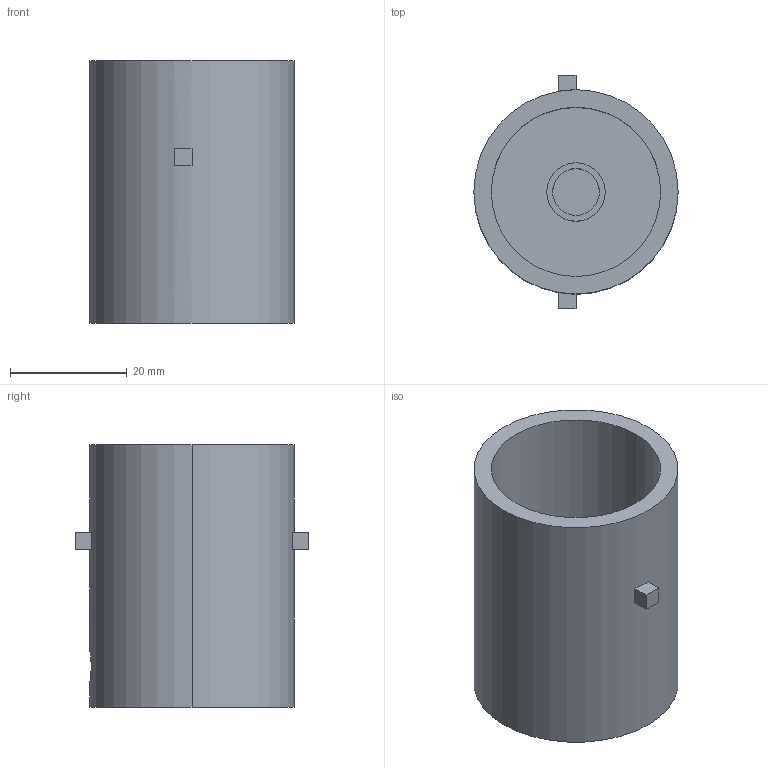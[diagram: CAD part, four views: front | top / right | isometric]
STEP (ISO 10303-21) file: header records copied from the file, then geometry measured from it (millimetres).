
FILE_DESCRIPTION (( 'STEP AP214' ), '1' );
FILE_NAME ('sensor_body.STEP', '2021-08-11T17:38:49', ( '' ), ( '' ), 'SwSTEP 2.0', 'SolidWorks 2020', '' );
FILE_SCHEMA (( 'AUTOMOTIVE_DESIGN' ));
Length unit declared in the file: millimetre
Products named in the file (1): sensor_body
Bounding box: 35 x 40 x 45 mm (x, y, z)
Volume: 15489.9 mm3; surface area: 11677.7 mm2
Topology: 1 solids, 1 shells, 28 faces, 60 edges, 40 vertices
Faces by surface type: plane 16, cylinder 12
Entity records: 946 total; most frequent: CARTESIAN_POINT 255, DIRECTION 138, ORIENTED_EDGE 120, EDGE_CURVE 60, AXIS2_PLACEMENT_3D 53, VERTEX_POINT 40, EDGE_LOOP 36, LINE 32
